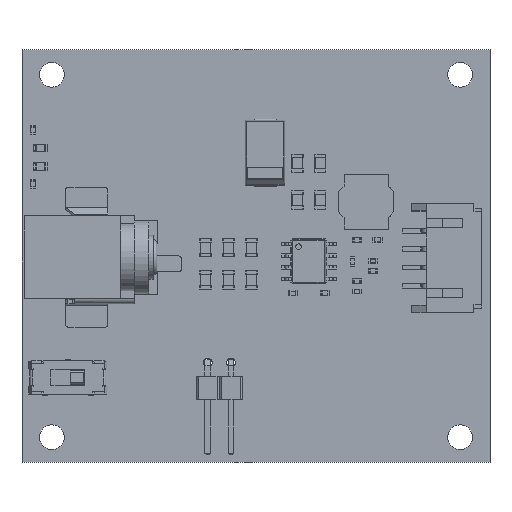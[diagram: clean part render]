
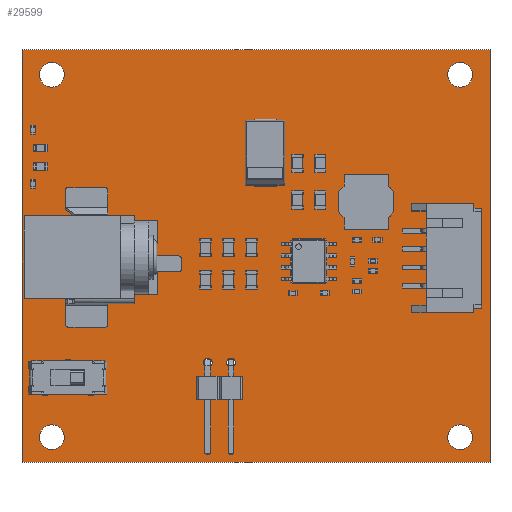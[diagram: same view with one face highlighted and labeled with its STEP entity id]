
A CAD part, top view. The second image highlights one B-rep face of the part: STEP entity #29599.
In plain terms, the highlighted planar face has unit normal (0, 0, 1).
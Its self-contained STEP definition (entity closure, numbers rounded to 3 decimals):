
#29322 = VERTEX_POINT('',#29323);
#29323 = CARTESIAN_POINT('',(51.,0.,1.6));
#29329 = EDGE_CURVE('',#29322,#29330,#29332,.T.);
#29330 = VERTEX_POINT('',#29331);
#29331 = CARTESIAN_POINT('',(0.,0.,1.6));
#29332 = LINE('',#29333,#29334);
#29333 = CARTESIAN_POINT('',(51.,0.,1.6));
#29334 = VECTOR('',#29335,1.);
#29335 = DIRECTION('',(-1.,0.,0.));
#29362 = VERTEX_POINT('',#29363);
#29363 = CARTESIAN_POINT('',(51.,45.,1.6));
#29369 = EDGE_CURVE('',#29362,#29322,#29370,.T.);
#29370 = LINE('',#29371,#29372);
#29371 = CARTESIAN_POINT('',(51.,45.,1.6));
#29372 = VECTOR('',#29373,1.);
#29373 = DIRECTION('',(0.,-1.,0.));
#29391 = EDGE_CURVE('',#29330,#29392,#29394,.T.);
#29392 = VERTEX_POINT('',#29393);
#29393 = CARTESIAN_POINT('',(0.,45.,1.6));
#29394 = LINE('',#29395,#29396);
#29395 = CARTESIAN_POINT('',(0.,0.,1.6));
#29396 = VECTOR('',#29397,1.);
#29397 = DIRECTION('',(0.,1.,0.));
#29599 = ADVANCED_FACE('',(#29600,#29611,#29622,#29633,#29644,#29655,
    #29666,#29677,#29688,#29699,#29710,#29721,#29732,#29743,#29754,
    #29765),#29776,.F.);
#29600 = FACE_BOUND('',#29601,.F.);
#29601 = EDGE_LOOP('',(#29602,#29603,#29604,#29610));
#29602 = ORIENTED_EDGE('',*,*,#29329,.T.);
#29603 = ORIENTED_EDGE('',*,*,#29391,.T.);
#29604 = ORIENTED_EDGE('',*,*,#29605,.T.);
#29605 = EDGE_CURVE('',#29392,#29362,#29606,.T.);
#29606 = LINE('',#29607,#29608);
#29607 = CARTESIAN_POINT('',(0.,45.,1.6));
#29608 = VECTOR('',#29609,1.);
#29609 = DIRECTION('',(1.,0.,0.));
#29610 = ORIENTED_EDGE('',*,*,#29369,.T.);
#29611 = FACE_BOUND('',#29612,.F.);
#29612 = EDGE_LOOP('',(#29613));
#29613 = ORIENTED_EDGE('',*,*,#29614,.F.);
#29614 = EDGE_CURVE('',#29615,#29615,#29617,.T.);
#29615 = VERTEX_POINT('',#29616);
#29616 = CARTESIAN_POINT('',(47.75,1.4,1.6));
#29617 = CIRCLE('',#29618,1.35);
#29618 = AXIS2_PLACEMENT_3D('',#29619,#29620,#29621);
#29619 = CARTESIAN_POINT('',(47.75,2.75,1.6));
#29620 = DIRECTION('',(-0.,0.,-1.));
#29621 = DIRECTION('',(-0.,-1.,0.));
#29622 = FACE_BOUND('',#29623,.F.);
#29623 = EDGE_LOOP('',(#29624));
#29624 = ORIENTED_EDGE('',*,*,#29625,.F.);
#29625 = EDGE_CURVE('',#29626,#29626,#29628,.T.);
#29626 = VERTEX_POINT('',#29627);
#29627 = CARTESIAN_POINT('',(31.9,19.8,1.6));
#29628 = CIRCLE('',#29629,0.15);
#29629 = AXIS2_PLACEMENT_3D('',#29630,#29631,#29632);
#29630 = CARTESIAN_POINT('',(31.9,19.95,1.6));
#29631 = DIRECTION('',(-0.,0.,-1.));
#29632 = DIRECTION('',(-0.,-1.,0.));
#29633 = FACE_BOUND('',#29634,.F.);
#29634 = EDGE_LOOP('',(#29635));
#29635 = ORIENTED_EDGE('',*,*,#29636,.F.);
#29636 = EDGE_CURVE('',#29637,#29637,#29639,.T.);
#29637 = VERTEX_POINT('',#29638);
#29638 = CARTESIAN_POINT('',(31.9,21.1,1.6));
#29639 = CIRCLE('',#29640,0.15);
#29640 = AXIS2_PLACEMENT_3D('',#29641,#29642,#29643);
#29641 = CARTESIAN_POINT('',(31.9,21.25,1.6));
#29642 = DIRECTION('',(-0.,0.,-1.));
#29643 = DIRECTION('',(-0.,-1.,0.));
#29644 = FACE_BOUND('',#29645,.F.);
#29645 = EDGE_LOOP('',(#29646));
#29646 = ORIENTED_EDGE('',*,*,#29647,.F.);
#29647 = EDGE_CURVE('',#29648,#29648,#29650,.T.);
#29648 = VERTEX_POINT('',#29649);
#29649 = CARTESIAN_POINT('',(30.6,19.8,1.6));
#29650 = CIRCLE('',#29651,0.15);
#29651 = AXIS2_PLACEMENT_3D('',#29652,#29653,#29654);
#29652 = CARTESIAN_POINT('',(30.6,19.95,1.6));
#29653 = DIRECTION('',(-0.,0.,-1.));
#29654 = DIRECTION('',(-0.,-1.,0.));
#29655 = FACE_BOUND('',#29656,.F.);
#29656 = EDGE_LOOP('',(#29657));
#29657 = ORIENTED_EDGE('',*,*,#29658,.F.);
#29658 = EDGE_CURVE('',#29659,#29659,#29661,.T.);
#29659 = VERTEX_POINT('',#29660);
#29660 = CARTESIAN_POINT('',(30.6,21.1,1.6));
#29661 = CIRCLE('',#29662,0.15);
#29662 = AXIS2_PLACEMENT_3D('',#29663,#29664,#29665);
#29663 = CARTESIAN_POINT('',(30.6,21.25,1.6));
#29664 = DIRECTION('',(-0.,0.,-1.));
#29665 = DIRECTION('',(-0.,-1.,0.));
#29666 = FACE_BOUND('',#29667,.F.);
#29667 = EDGE_LOOP('',(#29668));
#29668 = ORIENTED_EDGE('',*,*,#29669,.F.);
#29669 = EDGE_CURVE('',#29670,#29670,#29672,.T.);
#29670 = VERTEX_POINT('',#29671);
#29671 = CARTESIAN_POINT('',(22.775,10.375,1.6));
#29672 = CIRCLE('',#29673,0.5);
#29673 = AXIS2_PLACEMENT_3D('',#29674,#29675,#29676);
#29674 = CARTESIAN_POINT('',(22.775,10.875,1.6));
#29675 = DIRECTION('',(-0.,0.,-1.));
#29676 = DIRECTION('',(-0.,-1.,0.));
#29677 = FACE_BOUND('',#29678,.F.);
#29678 = EDGE_LOOP('',(#29679));
#29679 = ORIENTED_EDGE('',*,*,#29680,.F.);
#29680 = EDGE_CURVE('',#29681,#29681,#29683,.T.);
#29681 = VERTEX_POINT('',#29682);
#29682 = CARTESIAN_POINT('',(20.235,10.375,1.6));
#29683 = CIRCLE('',#29684,0.5);
#29684 = AXIS2_PLACEMENT_3D('',#29685,#29686,#29687);
#29685 = CARTESIAN_POINT('',(20.235,10.875,1.6));
#29686 = DIRECTION('',(-0.,0.,-1.));
#29687 = DIRECTION('',(-0.,-1.,0.));
#29688 = FACE_BOUND('',#29689,.F.);
#29689 = EDGE_LOOP('',(#29690));
#29690 = ORIENTED_EDGE('',*,*,#29691,.F.);
#29691 = EDGE_CURVE('',#29692,#29692,#29694,.T.);
#29692 = VERTEX_POINT('',#29693);
#29693 = CARTESIAN_POINT('',(3.25,1.4,1.6));
#29694 = CIRCLE('',#29695,1.35);
#29695 = AXIS2_PLACEMENT_3D('',#29696,#29697,#29698);
#29696 = CARTESIAN_POINT('',(3.25,2.75,1.6));
#29697 = DIRECTION('',(-0.,0.,-1.));
#29698 = DIRECTION('',(-0.,-1.,0.));
#29699 = FACE_BOUND('',#29700,.F.);
#29700 = EDGE_LOOP('',(#29701));
#29701 = ORIENTED_EDGE('',*,*,#29702,.F.);
#29702 = EDGE_CURVE('',#29703,#29703,#29705,.T.);
#29703 = VERTEX_POINT('',#29704);
#29704 = CARTESIAN_POINT('',(3.25,21.25,1.6));
#29705 = CIRCLE('',#29706,1.);
#29706 = AXIS2_PLACEMENT_3D('',#29707,#29708,#29709);
#29707 = CARTESIAN_POINT('',(3.25,22.25,1.6));
#29708 = DIRECTION('',(-0.,0.,-1.));
#29709 = DIRECTION('',(-0.,-1.,0.));
#29710 = FACE_BOUND('',#29711,.F.);
#29711 = EDGE_LOOP('',(#29712));
#29712 = ORIENTED_EDGE('',*,*,#29713,.F.);
#29713 = EDGE_CURVE('',#29714,#29714,#29716,.T.);
#29714 = VERTEX_POINT('',#29715);
#29715 = CARTESIAN_POINT('',(31.9,22.4,1.6));
#29716 = CIRCLE('',#29717,0.15);
#29717 = AXIS2_PLACEMENT_3D('',#29718,#29719,#29720);
#29718 = CARTESIAN_POINT('',(31.9,22.55,1.6));
#29719 = DIRECTION('',(-0.,0.,-1.));
#29720 = DIRECTION('',(-0.,-1.,0.));
#29721 = FACE_BOUND('',#29722,.F.);
#29722 = EDGE_LOOP('',(#29723));
#29723 = ORIENTED_EDGE('',*,*,#29724,.F.);
#29724 = EDGE_CURVE('',#29725,#29725,#29727,.T.);
#29725 = VERTEX_POINT('',#29726);
#29726 = CARTESIAN_POINT('',(31.9,23.7,1.6));
#29727 = CIRCLE('',#29728,0.15);
#29728 = AXIS2_PLACEMENT_3D('',#29729,#29730,#29731);
#29729 = CARTESIAN_POINT('',(31.9,23.85,1.6));
#29730 = DIRECTION('',(-0.,0.,-1.));
#29731 = DIRECTION('',(-0.,-1.,0.));
#29732 = FACE_BOUND('',#29733,.F.);
#29733 = EDGE_LOOP('',(#29734));
#29734 = ORIENTED_EDGE('',*,*,#29735,.F.);
#29735 = EDGE_CURVE('',#29736,#29736,#29738,.T.);
#29736 = VERTEX_POINT('',#29737);
#29737 = CARTESIAN_POINT('',(30.6,22.4,1.6));
#29738 = CIRCLE('',#29739,0.15);
#29739 = AXIS2_PLACEMENT_3D('',#29740,#29741,#29742);
#29740 = CARTESIAN_POINT('',(30.6,22.55,1.6));
#29741 = DIRECTION('',(-0.,0.,-1.));
#29742 = DIRECTION('',(-0.,-1.,0.));
#29743 = FACE_BOUND('',#29744,.F.);
#29744 = EDGE_LOOP('',(#29745));
#29745 = ORIENTED_EDGE('',*,*,#29746,.F.);
#29746 = EDGE_CURVE('',#29747,#29747,#29749,.T.);
#29747 = VERTEX_POINT('',#29748);
#29748 = CARTESIAN_POINT('',(30.6,23.7,1.6));
#29749 = CIRCLE('',#29750,0.15);
#29750 = AXIS2_PLACEMENT_3D('',#29751,#29752,#29753);
#29751 = CARTESIAN_POINT('',(30.6,23.85,1.6));
#29752 = DIRECTION('',(-0.,0.,-1.));
#29753 = DIRECTION('',(-0.,-1.,0.));
#29754 = FACE_BOUND('',#29755,.F.);
#29755 = EDGE_LOOP('',(#29756));
#29756 = ORIENTED_EDGE('',*,*,#29757,.F.);
#29757 = EDGE_CURVE('',#29758,#29758,#29760,.T.);
#29758 = VERTEX_POINT('',#29759);
#29759 = CARTESIAN_POINT('',(47.75,40.9,1.6));
#29760 = CIRCLE('',#29761,1.35);
#29761 = AXIS2_PLACEMENT_3D('',#29762,#29763,#29764);
#29762 = CARTESIAN_POINT('',(47.75,42.25,1.6));
#29763 = DIRECTION('',(-0.,0.,-1.));
#29764 = DIRECTION('',(-0.,-1.,0.));
#29765 = FACE_BOUND('',#29766,.F.);
#29766 = EDGE_LOOP('',(#29767));
#29767 = ORIENTED_EDGE('',*,*,#29768,.F.);
#29768 = EDGE_CURVE('',#29769,#29769,#29771,.T.);
#29769 = VERTEX_POINT('',#29770);
#29770 = CARTESIAN_POINT('',(3.25,40.9,1.6));
#29771 = CIRCLE('',#29772,1.35);
#29772 = AXIS2_PLACEMENT_3D('',#29773,#29774,#29775);
#29773 = CARTESIAN_POINT('',(3.25,42.25,1.6));
#29774 = DIRECTION('',(-0.,0.,-1.));
#29775 = DIRECTION('',(-0.,-1.,0.));
#29776 = PLANE('',#29777);
#29777 = AXIS2_PLACEMENT_3D('',#29778,#29779,#29780);
#29778 = CARTESIAN_POINT('',(25.5,22.5,1.6));
#29779 = DIRECTION('',(-0.,-0.,-1.));
#29780 = DIRECTION('',(-1.,0.,0.));
